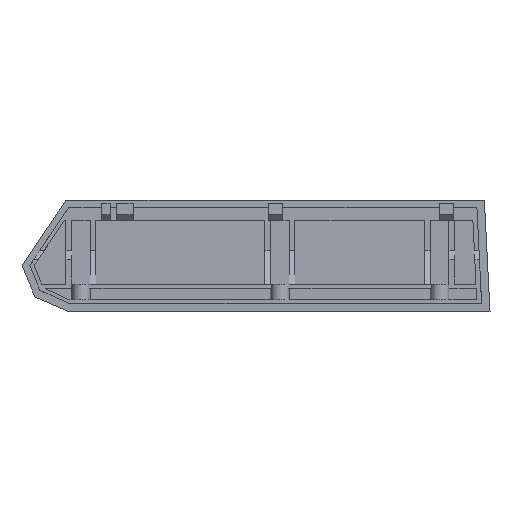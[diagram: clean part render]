
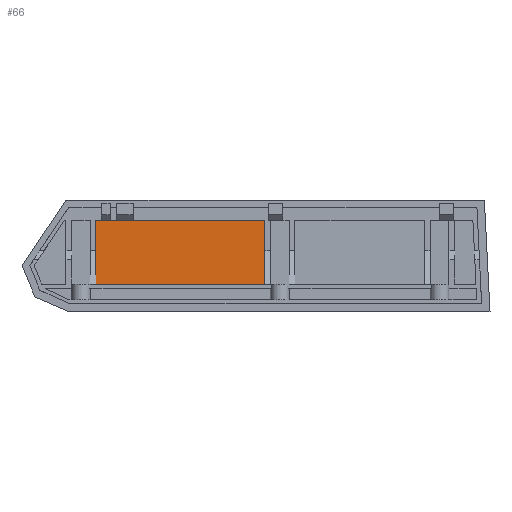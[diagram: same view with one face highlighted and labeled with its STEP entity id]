
A CAD part, top view. The second image highlights one B-rep face of the part: STEP entity #66.
In plain terms, the highlighted planar face has unit normal (0, 0, 1).
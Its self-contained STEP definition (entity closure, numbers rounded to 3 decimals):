
#66=ADVANCED_FACE('',(#191),#2063,.T.);
#191=FACE_OUTER_BOUND('',#319,.T.);
#319=EDGE_LOOP('',(#617,#618,#619,#620));
#617=ORIENTED_EDGE('',*,*,#1219,.F.);
#618=ORIENTED_EDGE('',*,*,#1218,.F.);
#619=ORIENTED_EDGE('',*,*,#1199,.F.);
#620=ORIENTED_EDGE('',*,*,#1220,.F.);
#1199=EDGE_CURVE('',#1889,#1890,#1606,.T.);
#1218=EDGE_CURVE('',#1890,#1910,#1625,.T.);
#1219=EDGE_CURVE('',#1910,#1911,#1626,.T.);
#1220=EDGE_CURVE('',#1911,#1889,#1627,.T.);
#1606=B_SPLINE_CURVE_WITH_KNOTS('',1,(#3166,#3167),.UNSPECIFIED.,.F.,.F.,
(2,2),(0.,90.5),.UNSPECIFIED.);
#1625=B_SPLINE_CURVE_WITH_KNOTS('',1,(#3204,#3205),.UNSPECIFIED.,.F.,.F.,
(2,2),(0.,34.),.UNSPECIFIED.);
#1626=B_SPLINE_CURVE_WITH_KNOTS('',1,(#3206,#3207),.UNSPECIFIED.,.F.,.F.,
(2,2),(0.,90.5),.UNSPECIFIED.);
#1627=B_SPLINE_CURVE_WITH_KNOTS('',1,(#3208,#3209),.UNSPECIFIED.,.F.,.F.,
(2,2),(0.,34.),.UNSPECIFIED.);
#1889=VERTEX_POINT('',#2803);
#1890=VERTEX_POINT('',#2804);
#1910=VERTEX_POINT('',#2824);
#1911=VERTEX_POINT('',#2825);
#2063=PLANE('',#2264);
#2264=AXIS2_PLACEMENT_3D('',#2622,#2426,$);
#2426=DIRECTION('',(0.,0.,1.));
#2622=CARTESIAN_POINT('',(-3.5,178.715,-83.905));
#2803=CARTESIAN_POINT('',(-94.,178.715,-83.905));
#2804=CARTESIAN_POINT('',(-3.5,178.715,-83.905));
#2824=CARTESIAN_POINT('',(-3.5,144.715,-83.905));
#2825=CARTESIAN_POINT('',(-94.,144.715,-83.905));
#3166=CARTESIAN_POINT('',(-94.,178.715,-83.905));
#3167=CARTESIAN_POINT('',(-3.5,178.715,-83.905));
#3204=CARTESIAN_POINT('',(-3.5,178.715,-83.905));
#3205=CARTESIAN_POINT('',(-3.5,144.715,-83.905));
#3206=CARTESIAN_POINT('',(-3.5,144.715,-83.905));
#3207=CARTESIAN_POINT('',(-94.,144.715,-83.905));
#3208=CARTESIAN_POINT('',(-94.,144.715,-83.905));
#3209=CARTESIAN_POINT('',(-94.,178.715,-83.905));
